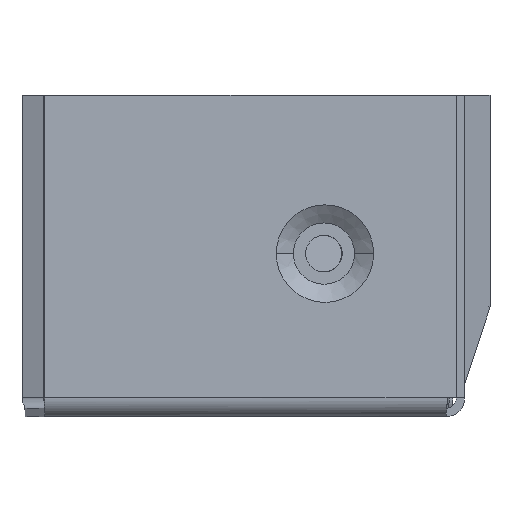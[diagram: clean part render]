
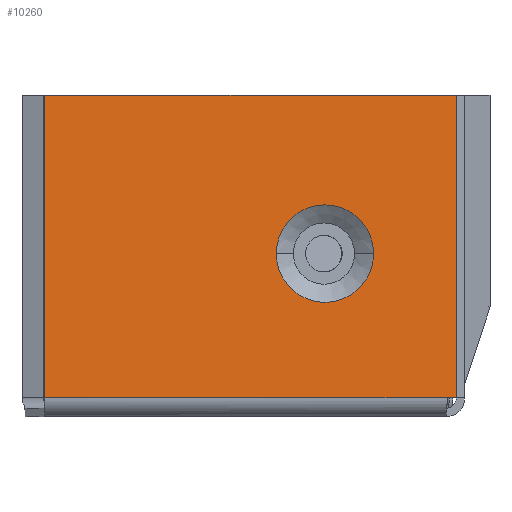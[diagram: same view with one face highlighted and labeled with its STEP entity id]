
A CAD part, front view. The second image highlights one B-rep face of the part: STEP entity #10260.
In plain terms, the highlighted planar face has unit normal (0.077, -0.997, 0).
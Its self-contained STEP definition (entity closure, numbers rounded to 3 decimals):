
#8940=CARTESIAN_POINT('',(31.838,-42.824,1.6));
#8950=VERTEX_POINT('',#8940);
#8980=CARTESIAN_POINT('',(94.189,-38.028,1.6));
#8990=DIRECTION('',(0.997,0.077,0.));
#9000=VECTOR('',#8990,1.);
#9010=LINE('',#8980,#9000);
#9020=CARTESIAN_POINT('',(92.189,-38.182,1.6));
#9030=VERTEX_POINT('',#9020);
#9040=EDGE_CURVE('',#8950,#9030,#9010,.T.);
#9730=CARTESIAN_POINT('',(97.369,-37.783,
-43.214));
#9740=DIRECTION('',(0.077,-0.997,
0.));
#9750=DIRECTION('',(-0.994,-0.076,
-0.077));
#9760=AXIS2_PLACEMENT_3D('',#9730,#9740,#9750);
#9770=PLANE('',#9760);
#9780=CARTESIAN_POINT('',(31.838,-42.824,
-41.851));
#9790=DIRECTION('',(0.,0.,1.));
#9800=VECTOR('',#9790,1.);
#9810=LINE('',#9780,#9800);
#9820=CARTESIAN_POINT('',(31.838,-42.824,
46.983));
#9830=VERTEX_POINT('',#9820);
#9840=EDGE_CURVE('',#8950,#9830,#9810,.T.);
#9850=ORIENTED_EDGE('',*,*,#9840,.F.);
#9860=CARTESIAN_POINT('',(0.,-45.273,
46.983));
#9870=DIRECTION('',(0.997,0.077,
0.));
#9880=VECTOR('',#9870,1.);
#9890=LINE('',#9860,#9880);
#9900=CARTESIAN_POINT('',(93.599,-38.073,
46.983));
#9910=VERTEX_POINT('',#9900);
#9920=EDGE_CURVE('',#9830,#9910,#9890,.T.);
#9930=ORIENTED_EDGE('',*,*,#9920,.F.);
#9940=CARTESIAN_POINT('',(93.599,-38.073,0.));
#9950=DIRECTION('',(0.,0.,1.));
#9960=VECTOR('',#9950,1.);
#9970=LINE('',#9940,#9960);
#9980=CARTESIAN_POINT('',(93.599,-38.073,1.6));
#9990=VERTEX_POINT('',#9980);
#10000=EDGE_CURVE('',#9990,#9910,#9970,.T.);
#10010=ORIENTED_EDGE('',*,*,#10000,.T.);
#10020=CARTESIAN_POINT('',(-2.,-45.427,
1.6));
#10030=DIRECTION('',(-0.997,-0.077,
0.));
#10040=VECTOR('',#10030,1.);
#10050=LINE('',#10020,#10040);
#10060=EDGE_CURVE('',#9990,#9030,#10050,.T.);
#10070=ORIENTED_EDGE('',*,*,#10060,.F.);
#10080=ORIENTED_EDGE('',*,*,#9040,.T.);
#10090=EDGE_LOOP('',(#10080,#10070,#10010,#9930,#9850));
#10100=FACE_OUTER_BOUND('',#10090,.T.);
#10110=CARTESIAN_POINT('',(73.875,-39.591,
23.226));
#10120=DIRECTION('',(-0.077,0.997,
0.));
#10130=DIRECTION('',(-0.997,-0.077,
0.));
#10140=AXIS2_PLACEMENT_3D('',#10110,#10120,#10130);
#10150=CIRCLE('',#10140,7.313);
#10160=CARTESIAN_POINT('',(66.583,-40.152,
23.226));
#10170=VERTEX_POINT('',#10160);
#10180=CARTESIAN_POINT('',(81.167,-39.03,
23.226));
#10190=VERTEX_POINT('',#10180);
#10200=EDGE_CURVE('',#10170,#10190,#10150,.T.);
#10210=ORIENTED_EDGE('',*,*,#10200,.T.);
#10220=EDGE_CURVE('',#10190,#10170,#10150,.T.);
#10230=ORIENTED_EDGE('',*,*,#10220,.T.);
#10240=EDGE_LOOP('',(#10230,#10210));
#10250=FACE_BOUND('',#10240,.T.);
#10260=ADVANCED_FACE('',(#10100,#10250),#9770,.T.);
